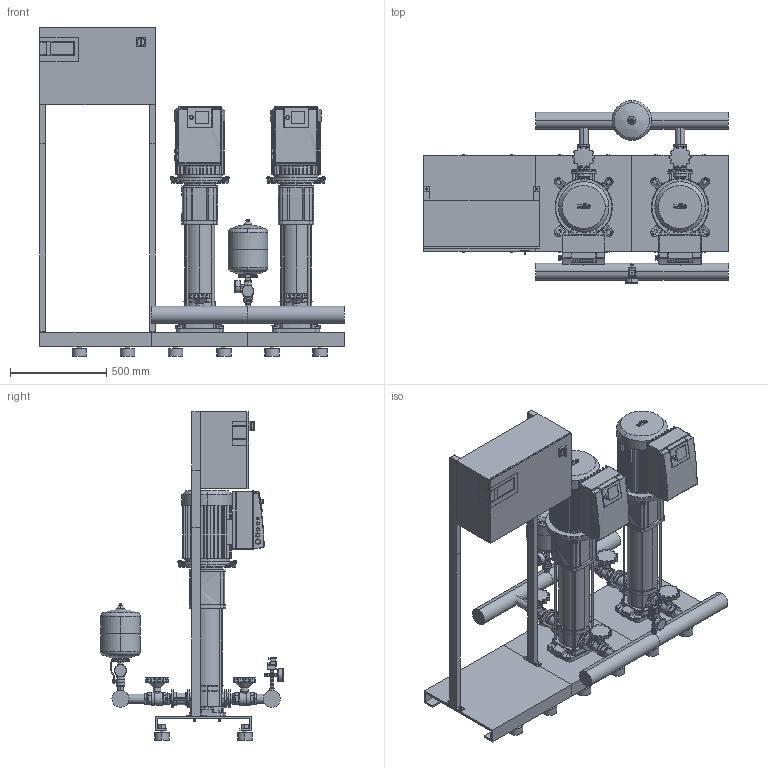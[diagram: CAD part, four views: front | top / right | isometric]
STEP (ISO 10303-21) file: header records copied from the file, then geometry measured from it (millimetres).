
FILE_DESCRIPTION((''),'2;1');
FILE_NAME('3d_COR-2HELIXVE1606_K_CCE-01-2532330.stp','2015-10-02T14:56:35',(''),(''),'Mechanical Desktop 2009','Mechanical Desktop 2009',', , ');
FILE_SCHEMA(('CONFIG_CONTROL_DESIGN'));
Length unit declared in the file: millimetre
Products named in the file (1): Product
Bounding box: 1580 x 948 x 1705 mm (x, y, z)
Volume: 195513042.9 mm3; surface area: 10502782.4 mm2
Topology: 135 solids, 135 shells, 3961 faces, 9853 edges, 6339 vertices
Faces by surface type: cylinder 1316, plane 1246, bspline 1006, torus 184, cone 149, sphere 60
Entity records: 129747 total; most frequent: CARTESIAN_POINT 36631, ORIENTED_EDGE 19590, DIRECTION 18748, EDGE_CURVE 9795, AXIS2_PLACEMENT_3D 6595, VERTEX_POINT 6333, VECTOR 5558, LINE 5558
